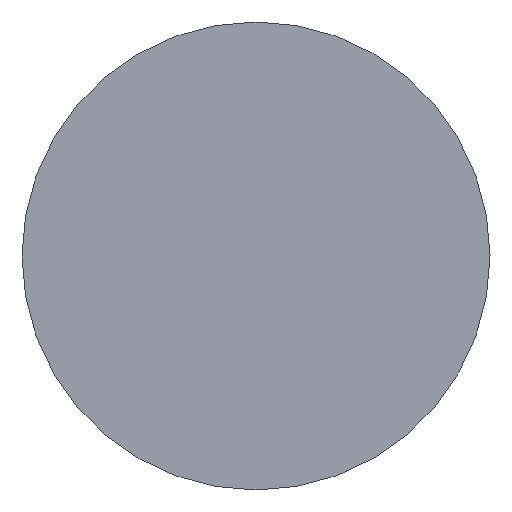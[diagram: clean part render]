
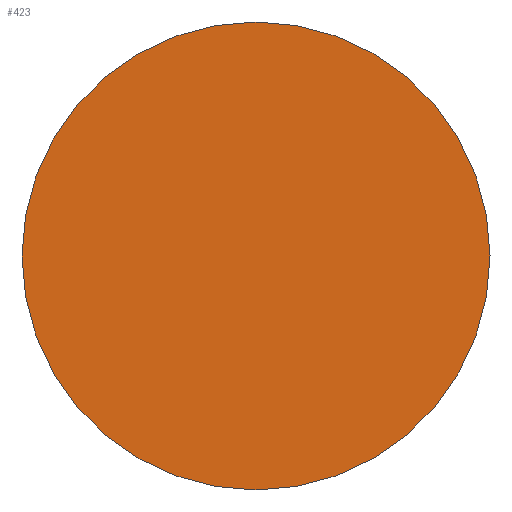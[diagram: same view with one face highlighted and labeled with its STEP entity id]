
A CAD part, front view. The second image highlights one B-rep face of the part: STEP entity #423.
In plain terms, the highlighted planar face has unit normal (0, -1, 0).
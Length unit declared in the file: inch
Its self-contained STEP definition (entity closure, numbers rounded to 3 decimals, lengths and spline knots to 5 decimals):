
#3 = CIRCLE ( 'NONE', #162, 0.125 ) ;
#47 = EDGE_LOOP ( 'NONE', ( #213, #87 ) ) ;
#54 = DIRECTION ( 'NONE',  ( 0., -1., 0. ) ) ;
#87 = ORIENTED_EDGE ( 'NONE', *, *, #381, .T. ) ;
#126 = DIRECTION ( 'NONE',  ( 0., -1., 0. ) ) ;
#133 = CARTESIAN_POINT ( 'NONE',  ( 0., 0., 0.125 ) ) ;
#143 = CIRCLE ( 'NONE', #286, 0.125 ) ;
#149 = DIRECTION ( 'NONE',  ( 0., -1., 0. ) ) ;
#152 = CARTESIAN_POINT ( 'NONE',  ( 0., 0., 0. ) ) ;
#157 = CARTESIAN_POINT ( 'NONE',  ( 0., 0., -0.125 ) ) ;
#162 = AXIS2_PLACEMENT_3D ( 'NONE', #328, #54, #222 ) ;
#164 = EDGE_CURVE ( 'NONE', #417, #207, #3, .T. ) ;
#190 = PLANE ( 'NONE',  #384 ) ;
#207 = VERTEX_POINT ( 'NONE', #133 ) ;
#213 = ORIENTED_EDGE ( 'NONE', *, *, #164, .T. ) ;
#222 = DIRECTION ( 'NONE',  ( 0., 0., -1. ) ) ;
#286 = AXIS2_PLACEMENT_3D ( 'NONE', #445, #126, #441 ) ;
#326 = FACE_OUTER_BOUND ( 'NONE', #47, .T. ) ;
#328 = CARTESIAN_POINT ( 'NONE',  ( 0., 0., 0. ) ) ;
#381 = EDGE_CURVE ( 'NONE', #207, #417, #143, .T. ) ;
#384 = AXIS2_PLACEMENT_3D ( 'NONE', #152, #149, #429 ) ;
#417 = VERTEX_POINT ( 'NONE', #157 ) ;
#423 = ADVANCED_FACE ( 'NONE', ( #326 ), #190, .T. ) ;
#429 = DIRECTION ( 'NONE',  ( 0., 0., -1. ) ) ;
#441 = DIRECTION ( 'NONE',  ( 0., 0., -1. ) ) ;
#445 = CARTESIAN_POINT ( 'NONE',  ( 0., 0., 0. ) ) ;
